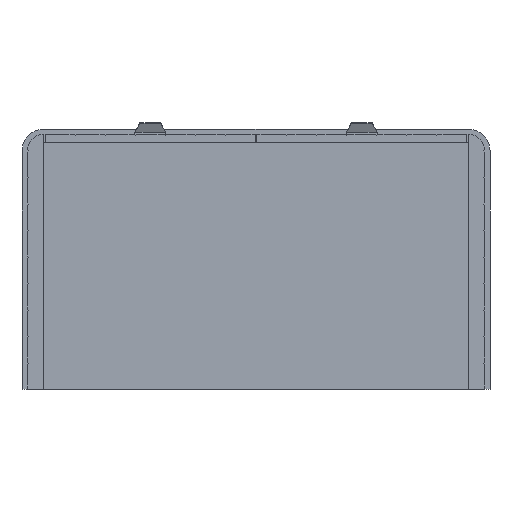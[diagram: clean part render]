
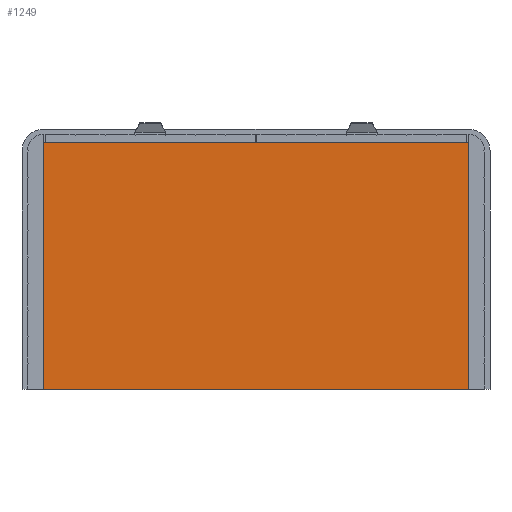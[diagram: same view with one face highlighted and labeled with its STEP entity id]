
A CAD part, front view. The second image highlights one B-rep face of the part: STEP entity #1249.
In plain terms, the highlighted planar face has unit normal (0, -1, 0).
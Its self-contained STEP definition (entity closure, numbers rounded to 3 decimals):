
#42 = ORIENTED_EDGE ( 'NONE', *, *, #1154, .T. ) ;
#555 = DIRECTION ( 'NONE',  ( 1., 0., 0. ) ) ;
#569 = VECTOR ( 'NONE', #4631, 1000. ) ;
#835 = DIRECTION ( 'NONE',  ( 0., 0., -1. ) ) ;
#1117 = LINE ( 'NONE', #3441, #2876 ) ;
#1154 = EDGE_CURVE ( 'NONE', #4768, #4493, #1117, .T. ) ;
#1249 = ADVANCED_FACE ( 'NONE', ( #2374 ), #2767, .T. ) ;
#1267 = CARTESIAN_POINT ( 'NONE',  ( 408., 0., 474. ) ) ;
#1283 = EDGE_CURVE ( 'NONE', #3762, #2078, #2432, .T. ) ;
#1323 = ORIENTED_EDGE ( 'NONE', *, *, #2711, .F. ) ;
#1650 = CARTESIAN_POINT ( 'NONE',  ( -408., 0., 0. ) ) ;
#1707 = DIRECTION ( 'NONE',  ( 0., -1., 0. ) ) ;
#1847 = LINE ( 'NONE', #2212, #3171 ) ;
#2045 = CARTESIAN_POINT ( 'NONE',  ( 408., 0., 0. ) ) ;
#2078 = VERTEX_POINT ( 'NONE', #2045 ) ;
#2212 = CARTESIAN_POINT ( 'NONE',  ( 408., 0., 0. ) ) ;
#2251 = AXIS2_PLACEMENT_3D ( 'NONE', #4273, #1707, #555 ) ;
#2374 = FACE_OUTER_BOUND ( 'NONE', #4714, .T. ) ;
#2432 = LINE ( 'NONE', #3860, #569 ) ;
#2640 = DIRECTION ( 'NONE',  ( -1., 0., 0. ) ) ;
#2711 = EDGE_CURVE ( 'NONE', #2078, #4493, #1847, .T. ) ;
#2767 = PLANE ( 'NONE',  #2251 ) ;
#2876 = VECTOR ( 'NONE', #835, 1000. ) ;
#2968 = ORIENTED_EDGE ( 'NONE', *, *, #1283, .F. ) ;
#3002 = CARTESIAN_POINT ( 'NONE',  ( 408., 0., 474. ) ) ;
#3156 = CARTESIAN_POINT ( 'NONE',  ( -408., 0., 474. ) ) ;
#3171 = VECTOR ( 'NONE', #4430, 1000. ) ;
#3441 = CARTESIAN_POINT ( 'NONE',  ( -408., 0., 1374.142 ) ) ;
#3510 = ORIENTED_EDGE ( 'NONE', *, *, #4189, .T. ) ;
#3595 = LINE ( 'NONE', #3002, #4112 ) ;
#3762 = VERTEX_POINT ( 'NONE', #1267 ) ;
#3860 = CARTESIAN_POINT ( 'NONE',  ( 408., 0., 1374.142 ) ) ;
#4112 = VECTOR ( 'NONE', #2640, 1000. ) ;
#4189 = EDGE_CURVE ( 'NONE', #3762, #4768, #3595, .T. ) ;
#4273 = CARTESIAN_POINT ( 'NONE',  ( 408., 0., 1374.142 ) ) ;
#4430 = DIRECTION ( 'NONE',  ( -1., 0., 0. ) ) ;
#4493 = VERTEX_POINT ( 'NONE', #1650 ) ;
#4631 = DIRECTION ( 'NONE',  ( 0., 0., -1. ) ) ;
#4714 = EDGE_LOOP ( 'NONE', ( #2968, #3510, #42, #1323 ) ) ;
#4768 = VERTEX_POINT ( 'NONE', #3156 ) ;
